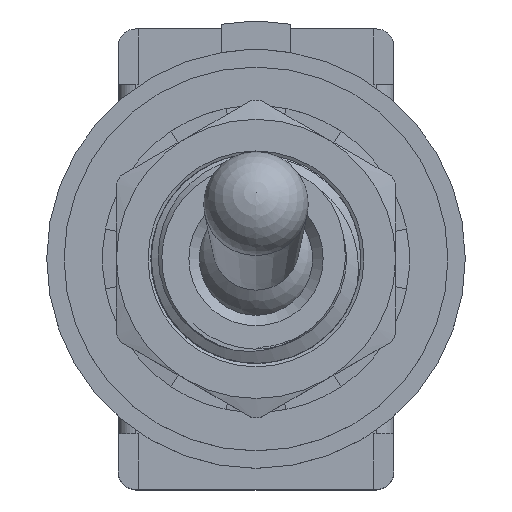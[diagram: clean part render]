
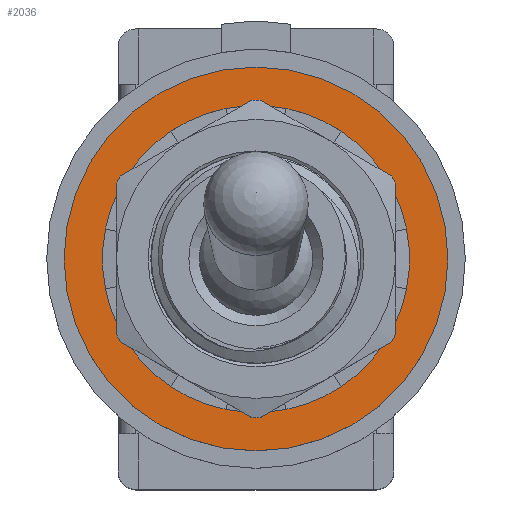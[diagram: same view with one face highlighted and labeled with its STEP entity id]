
A CAD part, top view. The second image highlights one B-rep face of the part: STEP entity #2036.
In plain terms, the highlighted face is planar.
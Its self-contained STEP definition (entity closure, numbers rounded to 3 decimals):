
#2036=ADVANCED_FACE('',(#21121,#21123),#21125,.T.);
#21121=FACE_BOUND('',#21122,.T.);
#21122=EDGE_LOOP('',(#38496));
#21123=FACE_BOUND('',#21124,.T.);
#21124=EDGE_LOOP('',(#38497,#38498,#38499,#38500,#38501,#38502,#38503,#38504,#38505,
#38506,#38507,#38508,#38509,#38510,#38511,#38512));
#21125=PLANE('',#21126);
#21126=AXIS2_PLACEMENT_3D('',#21127,#21128,#21129);
#21127=CARTESIAN_POINT('',(0.,-2.9,0.));
#21128=DIRECTION('',(0.,-1.,0.));
#21129=DIRECTION('',(0.,0.,-1.));
#38496=ORIENTED_EDGE('',*,*,#44780,.F.);
#38497=ORIENTED_EDGE('',*,*,#44781,.T.);
#38498=ORIENTED_EDGE('',*,*,#44758,.T.);
#38499=ORIENTED_EDGE('',*,*,#44782,.T.);
#38500=ORIENTED_EDGE('',*,*,#44761,.T.);
#38501=ORIENTED_EDGE('',*,*,#44783,.T.);
#38502=ORIENTED_EDGE('',*,*,#44764,.T.);
#38503=ORIENTED_EDGE('',*,*,#44784,.T.);
#38504=ORIENTED_EDGE('',*,*,#44767,.T.);
#38505=ORIENTED_EDGE('',*,*,#44785,.T.);
#38506=ORIENTED_EDGE('',*,*,#44770,.T.);
#38507=ORIENTED_EDGE('',*,*,#44786,.T.);
#38508=ORIENTED_EDGE('',*,*,#44773,.T.);
#38509=ORIENTED_EDGE('',*,*,#44787,.T.);
#38510=ORIENTED_EDGE('',*,*,#44776,.T.);
#38511=ORIENTED_EDGE('',*,*,#44788,.T.);
#38512=ORIENTED_EDGE('',*,*,#44779,.T.);
#44758=EDGE_CURVE('',#48370,#48372,#48374,.T.);
#44761=EDGE_CURVE('',#48375,#48377,#48379,.T.);
#44764=EDGE_CURVE('',#48380,#48382,#48384,.T.);
#44767=EDGE_CURVE('',#48385,#48387,#48389,.T.);
#44770=EDGE_CURVE('',#48390,#48392,#48394,.T.);
#44773=EDGE_CURVE('',#48395,#48397,#48399,.T.);
#44776=EDGE_CURVE('',#48400,#48402,#48404,.T.);
#44779=EDGE_CURVE('',#48405,#48407,#48409,.T.);
#44780=EDGE_CURVE('',#48410,#48410,#48411,.T.);
#44781=EDGE_CURVE('',#48407,#48370,#48412,.T.);
#44782=EDGE_CURVE('',#48372,#48375,#48413,.T.);
#44783=EDGE_CURVE('',#48377,#48380,#48414,.T.);
#44784=EDGE_CURVE('',#48382,#48385,#48415,.T.);
#44785=EDGE_CURVE('',#48387,#48390,#48416,.T.);
#44786=EDGE_CURVE('',#48392,#48395,#48417,.T.);
#44787=EDGE_CURVE('',#48397,#48400,#48418,.T.);
#44788=EDGE_CURVE('',#48402,#48405,#48419,.T.);
#48370=VERTEX_POINT('',#59771);
#48372=VERTEX_POINT('',#59775);
#48374=CIRCLE('',#59779,4.4);
#48375=VERTEX_POINT('',#59783);
#48377=VERTEX_POINT('',#59787);
#48379=CIRCLE('',#59791,4.4);
#48380=VERTEX_POINT('',#59795);
#48382=VERTEX_POINT('',#59799);
#48384=CIRCLE('',#59803,4.4);
#48385=VERTEX_POINT('',#59807);
#48387=VERTEX_POINT('',#59811);
#48389=CIRCLE('',#59815,4.4);
#48390=VERTEX_POINT('',#59819);
#48392=VERTEX_POINT('',#59823);
#48394=CIRCLE('',#59827,4.4);
#48395=VERTEX_POINT('',#59831);
#48397=VERTEX_POINT('',#59835);
#48399=CIRCLE('',#59839,4.4);
#48400=VERTEX_POINT('',#59843);
#48402=VERTEX_POINT('',#59847);
#48404=CIRCLE('',#59851,4.4);
#48405=VERTEX_POINT('',#59855);
#48407=VERTEX_POINT('',#59859);
#48409=CIRCLE('',#59863,4.4);
#48410=VERTEX_POINT('',#59867);
#48411=CIRCLE('',#59868,5.5);
#48412=CIRCLE('',#59872,4.4);
#48413=CIRCLE('',#59876,4.4);
#48414=CIRCLE('',#59880,4.4);
#48415=CIRCLE('',#59884,4.4);
#48416=CIRCLE('',#59888,4.4);
#48417=CIRCLE('',#59892,4.4);
#48418=CIRCLE('',#59896,4.4);
#48419=CIRCLE('',#59900,4.4);
#59771=CARTESIAN_POINT('',(2.445,-2.9,3.658));
#59775=CARTESIAN_POINT('',(3.658,-2.9,2.445));
#59779=AXIS2_PLACEMENT_3D('',#59780,#59781,#59782);
#59780=CARTESIAN_POINT('',(0.,-2.9,0.));
#59781=DIRECTION('',(0.,1.,0.));
#59782=DIRECTION('',(0.556,0.,0.831));
#59783=CARTESIAN_POINT('',(4.315,-2.9,0.858));
#59787=CARTESIAN_POINT('',(4.315,-2.9,-0.858));
#59791=AXIS2_PLACEMENT_3D('',#59792,#59793,#59794);
#59792=CARTESIAN_POINT('',(0.,-2.9,0.));
#59793=DIRECTION('',(0.,1.,0.));
#59794=DIRECTION('',(0.981,0.,0.195));
#59795=CARTESIAN_POINT('',(3.658,-2.9,-2.445));
#59799=CARTESIAN_POINT('',(2.445,-2.9,-3.658));
#59803=AXIS2_PLACEMENT_3D('',#59804,#59805,#59806);
#59804=CARTESIAN_POINT('',(0.,-2.9,0.));
#59805=DIRECTION('',(0.,1.,0.));
#59806=DIRECTION('',(0.831,0.,-0.556));
#59807=CARTESIAN_POINT('',(0.858,-2.9,-4.315));
#59811=CARTESIAN_POINT('',(-0.858,-2.9,-4.315));
#59815=AXIS2_PLACEMENT_3D('',#59816,#59817,#59818);
#59816=CARTESIAN_POINT('',(0.,-2.9,0.));
#59817=DIRECTION('',(0.,1.,0.));
#59818=DIRECTION('',(0.195,0.,-0.981));
#59819=CARTESIAN_POINT('',(-2.445,-2.9,-3.658));
#59823=CARTESIAN_POINT('',(-3.658,-2.9,-2.445));
#59827=AXIS2_PLACEMENT_3D('',#59828,#59829,#59830);
#59828=CARTESIAN_POINT('',(0.,-2.9,0.));
#59829=DIRECTION('',(0.,1.,0.));
#59830=DIRECTION('',(-0.556,0.,-0.831));
#59831=CARTESIAN_POINT('',(-4.315,-2.9,-0.858));
#59835=CARTESIAN_POINT('',(-4.315,-2.9,0.858));
#59839=AXIS2_PLACEMENT_3D('',#59840,#59841,#59842);
#59840=CARTESIAN_POINT('',(0.,-2.9,0.));
#59841=DIRECTION('',(0.,1.,0.));
#59842=DIRECTION('',(-0.981,0.,-0.195));
#59843=CARTESIAN_POINT('',(-3.658,-2.9,2.445));
#59847=CARTESIAN_POINT('',(-2.445,-2.9,3.658));
#59851=AXIS2_PLACEMENT_3D('',#59852,#59853,#59854);
#59852=CARTESIAN_POINT('',(0.,-2.9,0.));
#59853=DIRECTION('',(0.,1.,0.));
#59854=DIRECTION('',(-0.831,0.,0.556));
#59855=CARTESIAN_POINT('',(-0.858,-2.9,4.315));
#59859=CARTESIAN_POINT('',(0.858,-2.9,4.315));
#59863=AXIS2_PLACEMENT_3D('',#59864,#59865,#59866);
#59864=CARTESIAN_POINT('',(0.,-2.9,0.));
#59865=DIRECTION('',(0.,1.,0.));
#59866=DIRECTION('',(-0.195,0.,0.981));
#59867=CARTESIAN_POINT('',(0.,-2.9,-5.5));
#59868=AXIS2_PLACEMENT_3D('',#59869,#59870,#59871);
#59869=CARTESIAN_POINT('',(0.,-2.9,0.));
#59870=DIRECTION('',(0.,1.,0.));
#59871=DIRECTION('',(0.,0.,-1.));
#59872=AXIS2_PLACEMENT_3D('',#59873,#59874,#59875);
#59873=CARTESIAN_POINT('',(0.,-2.9,0.));
#59874=DIRECTION('',(0.,1.,0.));
#59875=DIRECTION('',(0.195,0.,0.981));
#59876=AXIS2_PLACEMENT_3D('',#59877,#59878,#59879);
#59877=CARTESIAN_POINT('',(0.,-2.9,0.));
#59878=DIRECTION('',(0.,1.,0.));
#59879=DIRECTION('',(0.831,0.,0.556));
#59880=AXIS2_PLACEMENT_3D('',#59881,#59882,#59883);
#59881=CARTESIAN_POINT('',(0.,-2.9,0.));
#59882=DIRECTION('',(0.,1.,0.));
#59883=DIRECTION('',(0.981,0.,-0.195));
#59884=AXIS2_PLACEMENT_3D('',#59885,#59886,#59887);
#59885=CARTESIAN_POINT('',(0.,-2.9,0.));
#59886=DIRECTION('',(0.,1.,0.));
#59887=DIRECTION('',(0.556,0.,-0.831));
#59888=AXIS2_PLACEMENT_3D('',#59889,#59890,#59891);
#59889=CARTESIAN_POINT('',(0.,-2.9,0.));
#59890=DIRECTION('',(0.,1.,0.));
#59891=DIRECTION('',(-0.195,0.,-0.981));
#59892=AXIS2_PLACEMENT_3D('',#59893,#59894,#59895);
#59893=CARTESIAN_POINT('',(0.,-2.9,0.));
#59894=DIRECTION('',(0.,1.,0.));
#59895=DIRECTION('',(-0.831,0.,-0.556));
#59896=AXIS2_PLACEMENT_3D('',#59897,#59898,#59899);
#59897=CARTESIAN_POINT('',(0.,-2.9,0.));
#59898=DIRECTION('',(0.,1.,0.));
#59899=DIRECTION('',(-0.981,0.,0.195));
#59900=AXIS2_PLACEMENT_3D('',#59901,#59902,#59903);
#59901=CARTESIAN_POINT('',(0.,-2.9,0.));
#59902=DIRECTION('',(0.,1.,0.));
#59903=DIRECTION('',(-0.556,0.,0.831));
